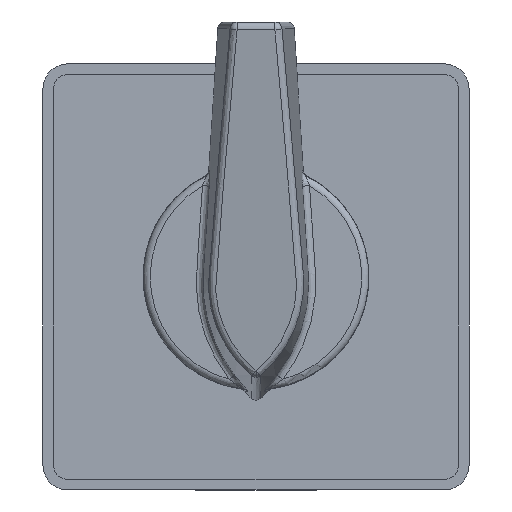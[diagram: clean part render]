
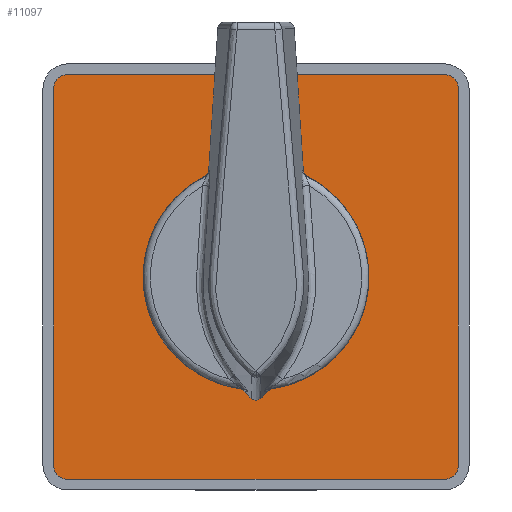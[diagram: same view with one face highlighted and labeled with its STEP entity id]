
A CAD part, front view. The second image highlights one B-rep face of the part: STEP entity #11097.
In plain terms, the highlighted face is planar.
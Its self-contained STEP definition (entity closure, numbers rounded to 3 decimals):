
#124 = CIRCLE ( 'NONE', #11011, 7. ) ;
#389 = ORIENTED_EDGE ( 'NONE', *, *, #12692, .F. ) ;
#428 = EDGE_LOOP ( 'NONE', ( #3162, #11061 ) ) ;
#452 = LINE ( 'NONE', #12257, #6048 ) ;
#542 = ORIENTED_EDGE ( 'NONE', *, *, #8908, .F. ) ;
#543 = CARTESIAN_POINT ( 'NONE',  ( -7., 0., 0. ) ) ;
#547 = VERTEX_POINT ( 'NONE', #10969 ) ;
#987 = ORIENTED_EDGE ( 'NONE', *, *, #1963, .F. ) ;
#1731 = AXIS2_PLACEMENT_3D ( 'NONE', #10870, #4158, #4898 ) ;
#1865 = EDGE_CURVE ( 'NONE', #6599, #8177, #124, .T. ) ;
#1963 = EDGE_CURVE ( 'NONE', #10461, #9571, #12253, .T. ) ;
#2079 = CIRCLE ( 'NONE', #11752, 1. ) ;
#2167 = VERTEX_POINT ( 'NONE', #5286 ) ;
#2570 = AXIS2_PLACEMENT_3D ( 'NONE', #8553, #5553, #12508 ) ;
#2838 = PLANE ( 'NONE',  #11878 ) ;
#3162 = ORIENTED_EDGE ( 'NONE', *, *, #9972, .T. ) ;
#3411 = EDGE_CURVE ( 'NONE', #11214, #10461, #4565, .T. ) ;
#3444 = DIRECTION ( 'NONE',  ( 0., 0., 1. ) ) ;
#3791 = FACE_OUTER_BOUND ( 'NONE', #10621, .T. ) ;
#3957 = CARTESIAN_POINT ( 'NONE',  ( 13.25, -14.25, 0. ) ) ;
#4156 = LINE ( 'NONE', #4966, #11691 ) ;
#4158 = DIRECTION ( 'NONE',  ( 0., 0., 1. ) ) ;
#4188 = CARTESIAN_POINT ( 'NONE',  ( 0., 0., 0. ) ) ;
#4565 = LINE ( 'NONE', #10548, #6714 ) ;
#4845 = DIRECTION ( 'NONE',  ( -1., 0., 0. ) ) ;
#4862 = CARTESIAN_POINT ( 'NONE',  ( -14.25, -13.25, 0. ) ) ;
#4898 = DIRECTION ( 'NONE',  ( -1., 0., 0. ) ) ;
#4966 = CARTESIAN_POINT ( 'NONE',  ( 14.25, 13.25, 0. ) ) ;
#5067 = AXIS2_PLACEMENT_3D ( 'NONE', #9109, #3444, #12213 ) ;
#5111 = CIRCLE ( 'NONE', #12304, 1. ) ;
#5286 = CARTESIAN_POINT ( 'NONE',  ( 14.25, -13.25, 0. ) ) ;
#5553 = DIRECTION ( 'NONE',  ( 0., 0., 1. ) ) ;
#5589 = CARTESIAN_POINT ( 'NONE',  ( 14.25, 13.25, 0. ) ) ;
#5806 = CARTESIAN_POINT ( 'NONE',  ( 13.25, 13.25, 0. ) ) ;
#5817 = ORIENTED_EDGE ( 'NONE', *, *, #3411, .F. ) ;
#5858 = DIRECTION ( 'NONE',  ( 0., 0., 1. ) ) ;
#5870 = CIRCLE ( 'NONE', #5067, 7. ) ;
#6048 = VECTOR ( 'NONE', #11154, 1000. ) ;
#6118 = CARTESIAN_POINT ( 'NONE',  ( 13.25, 14.25, 0. ) ) ;
#6271 = CARTESIAN_POINT ( 'NONE',  ( -13.25, 14.25, 0. ) ) ;
#6499 = DIRECTION ( 'NONE',  ( 0., 0., 1. ) ) ;
#6599 = VERTEX_POINT ( 'NONE', #6909 ) ;
#6714 = VECTOR ( 'NONE', #7648, 1000. ) ;
#6739 = CARTESIAN_POINT ( 'NONE',  ( 13.25, -14.25, 0. ) ) ;
#6801 = DIRECTION ( 'NONE',  ( 1., 0., 0. ) ) ;
#6909 = CARTESIAN_POINT ( 'NONE',  ( 7., 0., 0. ) ) ;
#7242 = CARTESIAN_POINT ( 'NONE',  ( -14.25, 13.25, 0. ) ) ;
#7261 = EDGE_CURVE ( 'NONE', #11962, #2167, #2079, .T. ) ;
#7590 = CARTESIAN_POINT ( 'NONE',  ( 13.25, -13.25, 0. ) ) ;
#7648 = DIRECTION ( 'NONE',  ( -1., 0., 0. ) ) ;
#7666 = DIRECTION ( 'NONE',  ( 1., 0., 0. ) ) ;
#7692 = CIRCLE ( 'NONE', #1731, 1. ) ;
#7728 = FACE_BOUND ( 'NONE', #428, .T. ) ;
#7909 = DIRECTION ( 'NONE',  ( 0., 1., 0. ) ) ;
#8177 = VERTEX_POINT ( 'NONE', #543 ) ;
#8392 = VECTOR ( 'NONE', #6801, 1000. ) ;
#8525 = ORIENTED_EDGE ( 'NONE', *, *, #7261, .F. ) ;
#8553 = CARTESIAN_POINT ( 'NONE',  ( -13.25, 13.25, 0. ) ) ;
#8605 = LINE ( 'NONE', #6739, #8392 ) ;
#8636 = DIRECTION ( 'NONE',  ( 0., 0., 1. ) ) ;
#8908 = EDGE_CURVE ( 'NONE', #9571, #12384, #452, .T. ) ;
#9109 = CARTESIAN_POINT ( 'NONE',  ( 0., 0., 0. ) ) ;
#9412 = CARTESIAN_POINT ( 'NONE',  ( 13.25, 13.25, 0. ) ) ;
#9475 = DIRECTION ( 'NONE',  ( -1., 0., 0. ) ) ;
#9522 = EDGE_CURVE ( 'NONE', #12384, #547, #7692, .T. ) ;
#9571 = VERTEX_POINT ( 'NONE', #7242 ) ;
#9728 = DIRECTION ( 'NONE',  ( 0., 0., -1. ) ) ;
#9782 = DIRECTION ( 'NONE',  ( -1., 0., 0. ) ) ;
#9972 = EDGE_CURVE ( 'NONE', #8177, #6599, #5870, .T. ) ;
#10461 = VERTEX_POINT ( 'NONE', #6271 ) ;
#10539 = ORIENTED_EDGE ( 'NONE', *, *, #11495, .F. ) ;
#10548 = CARTESIAN_POINT ( 'NONE',  ( 13.25, 14.25, 0. ) ) ;
#10615 = ORIENTED_EDGE ( 'NONE', *, *, #12311, .F. ) ;
#10621 = EDGE_LOOP ( 'NONE', ( #10615, #10539, #8525, #389, #11190, #542, #987, #5817 ) ) ;
#10870 = CARTESIAN_POINT ( 'NONE',  ( -13.25, -13.25, 0. ) ) ;
#10969 = CARTESIAN_POINT ( 'NONE',  ( -13.25, -14.25, 0. ) ) ;
#11011 = AXIS2_PLACEMENT_3D ( 'NONE', #4188, #6499, #7666 ) ;
#11061 = ORIENTED_EDGE ( 'NONE', *, *, #1865, .T. ) ;
#11097 = ADVANCED_FACE ( 'NONE', ( #3791, #7728 ), #2838, .T. ) ;
#11154 = DIRECTION ( 'NONE',  ( 0., -1., 0. ) ) ;
#11190 = ORIENTED_EDGE ( 'NONE', *, *, #9522, .F. ) ;
#11214 = VERTEX_POINT ( 'NONE', #6118 ) ;
#11296 = VERTEX_POINT ( 'NONE', #5589 ) ;
#11495 = EDGE_CURVE ( 'NONE', #2167, #11296, #4156, .T. ) ;
#11691 = VECTOR ( 'NONE', #7909, 1000. ) ;
#11752 = AXIS2_PLACEMENT_3D ( 'NONE', #7590, #5858, #9782 ) ;
#11878 = AXIS2_PLACEMENT_3D ( 'NONE', #5806, #9728, #4845 ) ;
#11962 = VERTEX_POINT ( 'NONE', #3957 ) ;
#12213 = DIRECTION ( 'NONE',  ( 1., 0., 0. ) ) ;
#12253 = CIRCLE ( 'NONE', #2570, 1. ) ;
#12257 = CARTESIAN_POINT ( 'NONE',  ( -14.25, 13.25, 0. ) ) ;
#12304 = AXIS2_PLACEMENT_3D ( 'NONE', #9412, #8636, #9475 ) ;
#12311 = EDGE_CURVE ( 'NONE', #11296, #11214, #5111, .T. ) ;
#12384 = VERTEX_POINT ( 'NONE', #4862 ) ;
#12508 = DIRECTION ( 'NONE',  ( -1., 0., 0. ) ) ;
#12692 = EDGE_CURVE ( 'NONE', #547, #11962, #8605, .T. ) ;
